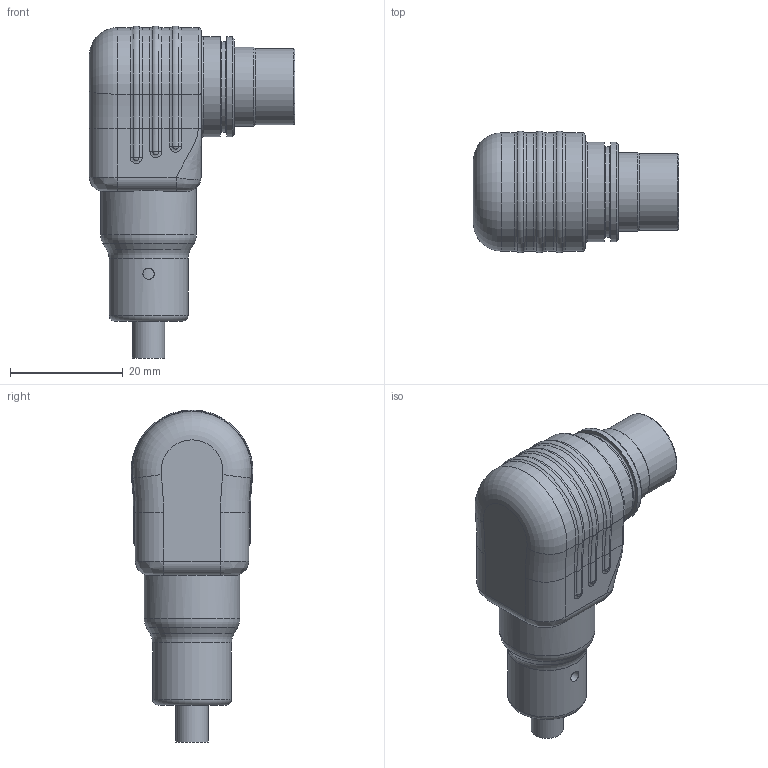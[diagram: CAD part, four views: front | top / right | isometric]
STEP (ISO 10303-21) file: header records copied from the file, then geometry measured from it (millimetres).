
FILE_DESCRIPTION(/* description */ (''),/* implementation_level */ '2;1');
FILE_NAME(/* name */ '79-6271-XXX-08-001_00.stp',/* time_stamp */ '2014-02-13T16:10:24+01:00',/* author */ (''),/* organization */ (''),/* preprocessor_version */ 'ST-DEVELOPER v14',/* originating_system */ 'SIEMENS PLM Software NX 8.0',/* authorisation */ '');
FILE_SCHEMA (('AP203_CONFIGURATION_CONTROLLED_3D_DESIGN_OF_MECHANICAL_PARTS_AND_ASSEMBLIES_MIM_LF { 1 0 10303 403 2 1 2}'));
Length unit declared in the file: millimetre
Products named in the file (1): umae0F7493F6xm0w
Bounding box: 36.4 x 21.57 x 58.85 mm (x, y, z)
Volume: 16917.2 mm3; surface area: 5205.3 mm2
Topology: 1 solids, 1 shells, 201 faces, 433 edges, 253 vertices
Faces by surface type: cylinder 59, plane 49, torus 46, bspline 22, cone 19, sphere 6
Full cylindrical faces by diameter (mm): 1.49 x8, 2 x2, 2.12 x1, 5.7 x1, 13.5 x1, 14 x2, 16 x1, 17 x1, 17.7 x2
Entity records: 5708 total; most frequent: CARTESIAN_POINT 1646, DIRECTION 908, ORIENTED_EDGE 682, AXIS2_PLACEMENT_3D 404, EDGE_CURVE 341, EDGE_LOOP 288, VERTEX_POINT 229, CIRCLE 224
